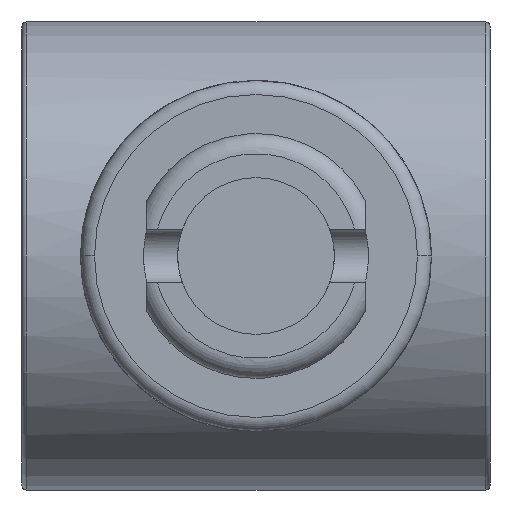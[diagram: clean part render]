
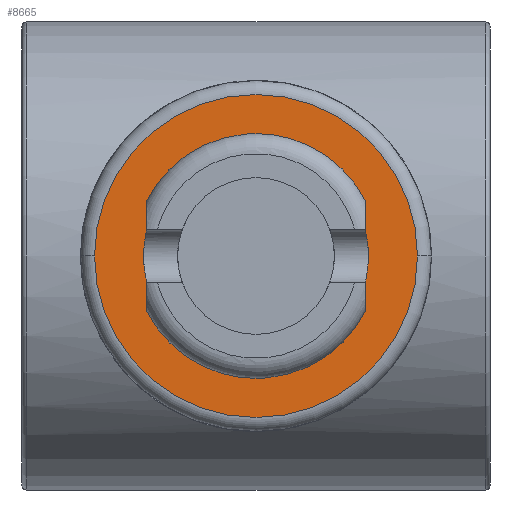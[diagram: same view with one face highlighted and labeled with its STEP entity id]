
A CAD part, left-side view. The second image highlights one B-rep face of the part: STEP entity #8665.
In plain terms, the highlighted planar face has unit normal (-1, 0, 0).
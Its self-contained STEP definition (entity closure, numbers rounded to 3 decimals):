
#3 = ORIENTED_EDGE ( 'NONE', *, *, #426, .F. ) ;
#169 = DIRECTION ( 'NONE',  ( 1., 0., 0. ) ) ;
#339 = CIRCLE ( 'NONE', #9983, 1.269 ) ;
#423 = CIRCLE ( 'NONE', #6651, 3.45 ) ;
#426 = EDGE_CURVE ( 'NONE', #6603, #7341, #7767, .T. ) ;
#550 = DIRECTION ( 'NONE',  ( 0., -1., 0. ) ) ;
#562 = EDGE_CURVE ( 'NONE', #9738, #1708, #1334, .T. ) ;
#573 = DIRECTION ( 'NONE',  ( 0., -1., 0. ) ) ;
#592 = CARTESIAN_POINT ( 'NONE',  ( -15.825, 0., 0. ) ) ;
#626 = CARTESIAN_POINT ( 'NONE',  ( -15.825, 0., 0. ) ) ;
#757 = CARTESIAN_POINT ( 'NONE',  ( -15.825, 0., -2.4 ) ) ;
#833 = VERTEX_POINT ( 'NONE', #10721 ) ;
#1017 = CARTESIAN_POINT ( 'NONE',  ( -15.825, -0.835, 0.835 ) ) ;
#1334 = CIRCLE ( 'NONE', #7576, 1.269 ) ;
#1415 = ORIENTED_EDGE ( 'NONE', *, *, #562, .T. ) ;
#1456 = ORIENTED_EDGE ( 'NONE', *, *, #10773, .T. ) ;
#1708 = VERTEX_POINT ( 'NONE', #5097 ) ;
#1762 = CARTESIAN_POINT ( 'NONE',  ( -15.825, 0., 0. ) ) ;
#1775 = DIRECTION ( 'NONE',  ( -1., 0., 0. ) ) ;
#1806 = VERTEX_POINT ( 'NONE', #2904 ) ;
#1845 = VERTEX_POINT ( 'NONE', #6801 ) ;
#1878 = CARTESIAN_POINT ( 'NONE',  ( -15.825, 0.835, 0.835 ) ) ;
#1903 = EDGE_CURVE ( 'NONE', #6603, #10634, #339, .T. ) ;
#2155 = AXIS2_PLACEMENT_3D ( 'NONE', #626, #4021, #4650 ) ;
#2246 = DIRECTION ( 'NONE',  ( -1., 0., 0. ) ) ;
#2250 = CARTESIAN_POINT ( 'NONE',  ( -15.825, 1.306, -2.013 ) ) ;
#2372 = EDGE_CURVE ( 'NONE', #1806, #1845, #5843, .T. ) ;
#2482 = CARTESIAN_POINT ( 'NONE',  ( -15.825, 0., 0. ) ) ;
#2661 = CARTESIAN_POINT ( 'NONE',  ( -15.825, -0.835, -0.835 ) ) ;
#2728 = CIRCLE ( 'NONE', #7198, 1.269 ) ;
#2737 = ORIENTED_EDGE ( 'NONE', *, *, #3091, .F. ) ;
#2789 = VERTEX_POINT ( 'NONE', #7195 ) ;
#2904 = CARTESIAN_POINT ( 'NONE',  ( -15.825, 0., 2.4 ) ) ;
#3075 = CARTESIAN_POINT ( 'NONE',  ( -15.825, 0., 0. ) ) ;
#3091 = EDGE_CURVE ( 'NONE', #5085, #10634, #10161, .T. ) ;
#3403 = DIRECTION ( 'NONE',  ( 0., -1., 0. ) ) ;
#3756 = DIRECTION ( 'NONE',  ( 1., 0., 0. ) ) ;
#3792 = EDGE_LOOP ( 'NONE', ( #1456, #9385 ) ) ;
#3952 = EDGE_CURVE ( 'NONE', #9101, #6379, #2728, .T. ) ;
#4021 = DIRECTION ( 'NONE',  ( -1., 0., 0. ) ) ;
#4238 = AXIS2_PLACEMENT_3D ( 'NONE', #5010, #8423, #10377 ) ;
#4251 = CIRCLE ( 'NONE', #10495, 2.4 ) ;
#4280 = CARTESIAN_POINT ( 'NONE',  ( -15.825, 0., 0. ) ) ;
#4396 = DIRECTION ( 'NONE',  ( 1., 0., 0. ) ) ;
#4650 = DIRECTION ( 'NONE',  ( 0., -1., 0. ) ) ;
#4779 = CIRCLE ( 'NONE', #9779, 3.45 ) ;
#5010 = CARTESIAN_POINT ( 'NONE',  ( -15.825, 0., 2.4 ) ) ;
#5053 = DIRECTION ( 'NONE',  ( 0., -1., 0. ) ) ;
#5078 = DIRECTION ( 'NONE',  ( 0., -0.371, -0.929 ) ) ;
#5085 = VERTEX_POINT ( 'NONE', #11014 ) ;
#5097 = CARTESIAN_POINT ( 'NONE',  ( -15.825, -2.013, 1.306 ) ) ;
#5252 = DIRECTION ( 'NONE',  ( 1., 0., 0. ) ) ;
#5301 = DIRECTION ( 'NONE',  ( -1., 0., 0. ) ) ;
#5397 = EDGE_CURVE ( 'NONE', #5085, #1845, #6392, .T. ) ;
#5417 = EDGE_CURVE ( 'NONE', #2789, #833, #4779, .T. ) ;
#5472 = CARTESIAN_POINT ( 'NONE',  ( -15.825, 2.013, -1.306 ) ) ;
#5681 = DIRECTION ( 'NONE',  ( 0., -1., 0. ) ) ;
#5843 = CIRCLE ( 'NONE', #9235, 2.4 ) ;
#5957 = DIRECTION ( 'NONE',  ( -1., 0., 0. ) ) ;
#6056 = AXIS2_PLACEMENT_3D ( 'NONE', #1762, #5301, #3403 ) ;
#6144 = DIRECTION ( 'NONE',  ( 0., -1., 0. ) ) ;
#6283 = DIRECTION ( 'NONE',  ( 0., 0.929, -0.371 ) ) ;
#6379 = VERTEX_POINT ( 'NONE', #9543 ) ;
#6392 = CIRCLE ( 'NONE', #8160, 1.269 ) ;
#6467 = CARTESIAN_POINT ( 'NONE',  ( -15.825, 0., 0. ) ) ;
#6603 = VERTEX_POINT ( 'NONE', #2250 ) ;
#6617 = ORIENTED_EDGE ( 'NONE', *, *, #7373, .F. ) ;
#6650 = CARTESIAN_POINT ( 'NONE',  ( -15.825, -2.013, -1.306 ) ) ;
#6651 = AXIS2_PLACEMENT_3D ( 'NONE', #4280, #7059, #8513 ) ;
#6720 = AXIS2_PLACEMENT_3D ( 'NONE', #6467, #8201, #550 ) ;
#6735 = FACE_OUTER_BOUND ( 'NONE', #3792, .T. ) ;
#6796 = PLANE ( 'NONE',  #4238 ) ;
#6801 = CARTESIAN_POINT ( 'NONE',  ( -15.825, 1.306, 2.013 ) ) ;
#6963 = DIRECTION ( 'NONE',  ( 0., -0.929, 0.371 ) ) ;
#6979 = CIRCLE ( 'NONE', #2155, 2.4 ) ;
#6987 = ORIENTED_EDGE ( 'NONE', *, *, #2372, .F. ) ;
#7042 = ORIENTED_EDGE ( 'NONE', *, *, #7157, .F. ) ;
#7054 = AXIS2_PLACEMENT_3D ( 'NONE', #592, #2246, #5681 ) ;
#7059 = DIRECTION ( 'NONE',  ( -1., 0., 0. ) ) ;
#7157 = EDGE_CURVE ( 'NONE', #9738, #1806, #6979, .T. ) ;
#7195 = CARTESIAN_POINT ( 'NONE',  ( -15.825, 3.45, 0. ) ) ;
#7198 = AXIS2_PLACEMENT_3D ( 'NONE', #2661, #4396, #10437 ) ;
#7341 = VERTEX_POINT ( 'NONE', #757 ) ;
#7368 = FACE_BOUND ( 'NONE', #9895, .T. ) ;
#7373 = EDGE_CURVE ( 'NONE', #7341, #6379, #4251, .T. ) ;
#7576 = AXIS2_PLACEMENT_3D ( 'NONE', #1017, #3756, #6283 ) ;
#7750 = CARTESIAN_POINT ( 'NONE',  ( -15.825, -1.306, 2.013 ) ) ;
#7767 = CIRCLE ( 'NONE', #7054, 2.4 ) ;
#7894 = ORIENTED_EDGE ( 'NONE', *, *, #3952, .T. ) ;
#8083 = ORIENTED_EDGE ( 'NONE', *, *, #5397, .T. ) ;
#8160 = AXIS2_PLACEMENT_3D ( 'NONE', #1878, #169, #5078 ) ;
#8201 = DIRECTION ( 'NONE',  ( -1., 0., 0. ) ) ;
#8423 = DIRECTION ( 'NONE',  ( -1., 0., 0. ) ) ;
#8513 = DIRECTION ( 'NONE',  ( 0., -1., 0. ) ) ;
#8665 = ADVANCED_FACE ( 'NONE', ( #7368, #6735 ), #6796, .T. ) ;
#9101 = VERTEX_POINT ( 'NONE', #6650 ) ;
#9230 = ORIENTED_EDGE ( 'NONE', *, *, #9840, .F. ) ;
#9235 = AXIS2_PLACEMENT_3D ( 'NONE', #3075, #9904, #573 ) ;
#9385 = ORIENTED_EDGE ( 'NONE', *, *, #5417, .T. ) ;
#9489 = CARTESIAN_POINT ( 'NONE',  ( -15.825, 0.835, -0.835 ) ) ;
#9543 = CARTESIAN_POINT ( 'NONE',  ( -15.825, -1.306, -2.013 ) ) ;
#9738 = VERTEX_POINT ( 'NONE', #7750 ) ;
#9779 = AXIS2_PLACEMENT_3D ( 'NONE', #10336, #1775, #6144 ) ;
#9840 = EDGE_CURVE ( 'NONE', #9101, #1708, #10851, .T. ) ;
#9895 = EDGE_LOOP ( 'NONE', ( #7894, #6617, #3, #10023, #2737, #8083, #6987, #7042, #1415, #9230 ) ) ;
#9904 = DIRECTION ( 'NONE',  ( -1., 0., 0. ) ) ;
#9983 = AXIS2_PLACEMENT_3D ( 'NONE', #9489, #5252, #6963 ) ;
#10023 = ORIENTED_EDGE ( 'NONE', *, *, #1903, .T. ) ;
#10161 = CIRCLE ( 'NONE', #6720, 2.4 ) ;
#10336 = CARTESIAN_POINT ( 'NONE',  ( -15.825, 0., 0. ) ) ;
#10377 = DIRECTION ( 'NONE',  ( 0., 0., 1. ) ) ;
#10437 = DIRECTION ( 'NONE',  ( 0., 0.371, 0.929 ) ) ;
#10495 = AXIS2_PLACEMENT_3D ( 'NONE', #2482, #5957, #5053 ) ;
#10634 = VERTEX_POINT ( 'NONE', #5472 ) ;
#10721 = CARTESIAN_POINT ( 'NONE',  ( -15.825, -3.45, 0. ) ) ;
#10773 = EDGE_CURVE ( 'NONE', #833, #2789, #423, .T. ) ;
#10851 = CIRCLE ( 'NONE', #6056, 2.4 ) ;
#11014 = CARTESIAN_POINT ( 'NONE',  ( -15.825, 2.013, 1.306 ) ) ;
